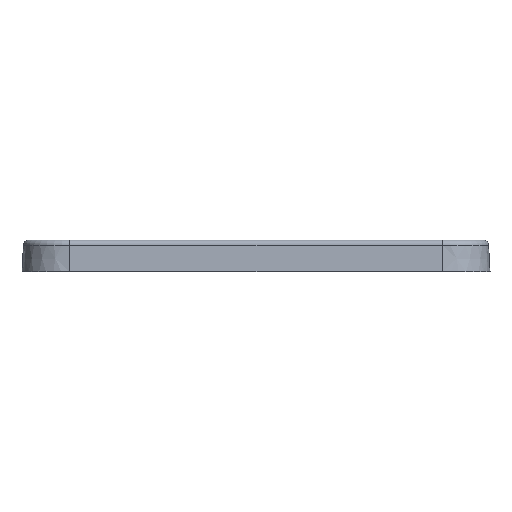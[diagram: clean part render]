
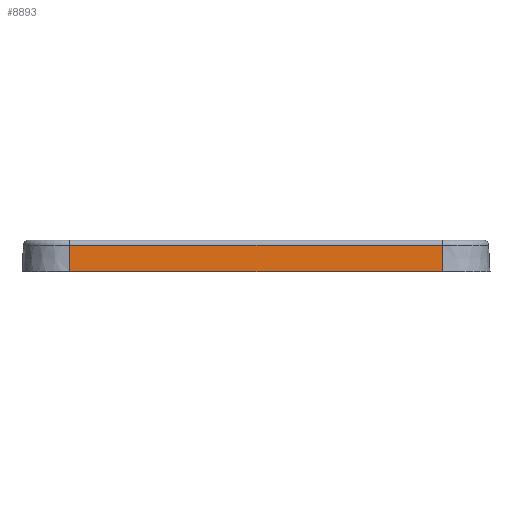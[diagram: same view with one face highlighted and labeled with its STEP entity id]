
A CAD part, front view. The second image highlights one B-rep face of the part: STEP entity #8893.
In plain terms, the highlighted planar face has unit normal (0, -0.999, 0.052).
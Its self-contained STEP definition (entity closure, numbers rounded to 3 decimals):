
#2183 = DIRECTION ( 'NONE',  ( 0., -0.052, -0.999 ) ) ;
#2184 = DIRECTION ( 'NONE',  ( 0., -0.999, 0.052 ) ) ;
#2186 = PLANE ( 'NONE',  #13865 ) ;
#2195 = CARTESIAN_POINT ( 'NONE',  ( -22.5, -14.5, 0. ) ) ;
#4716 = FACE_OUTER_BOUND ( 'NONE', #12489, .T. ) ;
#4843 = ORIENTED_EDGE ( 'NONE', *, *, #7124, .T. ) ;
#4848 = ORIENTED_EDGE ( 'NONE', *, *, #7125, .T. ) ;
#4854 = ORIENTED_EDGE ( 'NONE', *, *, #7126, .T. ) ;
#4858 = ORIENTED_EDGE ( 'NONE', *, *, #7127, .T. ) ;
#6701 = DIRECTION ( 'NONE',  ( 0., 0.052, 0.999 ) ) ;
#6706 = CARTESIAN_POINT ( 'NONE',  ( 17.5, -14.5, 0. ) ) ;
#6707 = DIRECTION ( 'NONE',  ( -1., 0., 0. ) ) ;
#6710 = CARTESIAN_POINT ( 'NONE',  ( -17.5, -14.368, 2.526 ) ) ;
#6719 = DIRECTION ( 'NONE',  ( 0., -0.052, -0.999 ) ) ;
#6721 = DIRECTION ( 'NONE',  ( 1., 0., 0. ) ) ;
#6730 = CARTESIAN_POINT ( 'NONE',  ( -22.5, -14.5, 0. ) ) ;
#6766 = CARTESIAN_POINT ( 'NONE',  ( -17.5, -14.5, 0. ) ) ;
#7124 = EDGE_CURVE ( 'NONE', #12756, #10166, #11477, .T. ) ;
#7125 = EDGE_CURVE ( 'NONE', #12758, #12756, #11465, .T. ) ;
#7126 = EDGE_CURVE ( 'NONE', #10170, #12758, #11485, .T. ) ;
#7127 = EDGE_CURVE ( 'NONE', #10166, #10170, #11489, .T. ) ;
#8893 = ADVANCED_FACE ( 'NONE', ( #4716 ), #2186, .T. ) ;
#10166 = VERTEX_POINT ( 'NONE', #13344 ) ;
#10170 = VERTEX_POINT ( 'NONE', #13345 ) ;
#11465 = LINE ( 'NONE', #6766, #11487 ) ;
#11477 = LINE ( 'NONE', #6730, #11483 ) ;
#11483 = VECTOR ( 'NONE', #6721, 1000. ) ;
#11485 = LINE ( 'NONE', #6710, #11491 ) ;
#11487 = VECTOR ( 'NONE', #6719, 1000. ) ;
#11489 = LINE ( 'NONE', #6706, #11495 ) ;
#11491 = VECTOR ( 'NONE', #6707, 1000. ) ;
#11495 = VECTOR ( 'NONE', #6701, 1000. ) ;
#12489 = EDGE_LOOP ( 'NONE', ( #4858, #4854, #4848, #4843 ) ) ;
#12756 = VERTEX_POINT ( 'NONE', #14001 ) ;
#12758 = VERTEX_POINT ( 'NONE', #13996 ) ;
#13344 = CARTESIAN_POINT ( 'NONE',  ( 17.5, -14.5, 0. ) ) ;
#13345 = CARTESIAN_POINT ( 'NONE',  ( 17.5, -14.368, 2.526 ) ) ;
#13865 = AXIS2_PLACEMENT_3D ( 'NONE', #2195, #2184, #2183 ) ;
#13996 = CARTESIAN_POINT ( 'NONE',  ( -17.5, -14.368, 2.526 ) ) ;
#14001 = CARTESIAN_POINT ( 'NONE',  ( -17.5, -14.5, 0. ) ) ;
